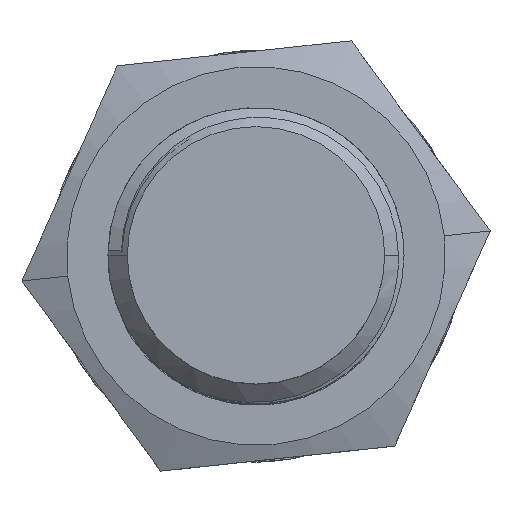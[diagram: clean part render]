
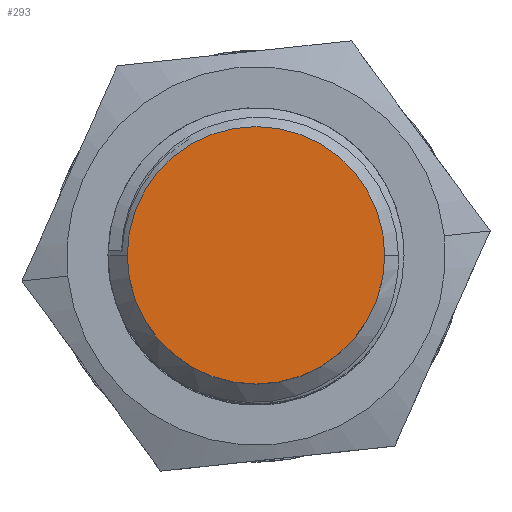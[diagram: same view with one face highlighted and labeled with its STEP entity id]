
A CAD part, top view. The second image highlights one B-rep face of the part: STEP entity #293.
In plain terms, the highlighted planar face has unit normal (0, 0, 1).
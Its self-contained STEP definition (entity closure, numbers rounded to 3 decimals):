
#293=ADVANCED_FACE('',(#572),#573,.T.);
#572=FACE_OUTER_BOUND('',#1887,.T.);
#573=PLANE('',#1888);
#1887=EDGE_LOOP('',(#2645,#2646));
#1888=AXIS2_PLACEMENT_3D('',#2647,#2648,#2649);
#2645=ORIENTED_EDGE('',*,*,#3042,.T.);
#2646=ORIENTED_EDGE('',*,*,#2883,.T.);
#2647=CARTESIAN_POINT('',(0.0,0.0,20.4));
#2648=DIRECTION('',(0.0,0.0,1.0));
#2649=DIRECTION('',(1.0,0.0,-0.0));
#2883=EDGE_CURVE('',#3228,#3232,#3234,.T.);
#3042=EDGE_CURVE('',#3232,#3228,#3476,.T.);
#3228=VERTEX_POINT('',#4729);
#3232=VERTEX_POINT('',#4734);
#3234=CIRCLE('',#4737,3.0);
#3476=CIRCLE('',#8573,3.0);
#4729=CARTESIAN_POINT('',(-3.0,0.,20.4));
#4734=CARTESIAN_POINT('',(3.0,0.0,20.4));
#4737=AXIS2_PLACEMENT_3D('',#8684,#8685,#8686);
#8573=AXIS2_PLACEMENT_3D('',#8814,#8815,#8816);
#8684=CARTESIAN_POINT('',(0.0,0.0,20.4));
#8685=DIRECTION('',(0.0,0.0,1.0));
#8686=DIRECTION('',(1.0,0.0,-0.0));
#8814=CARTESIAN_POINT('',(0.0,0.0,20.4));
#8815=DIRECTION('',(0.0,0.0,1.0));
#8816=DIRECTION('',(1.0,0.0,-0.0));
